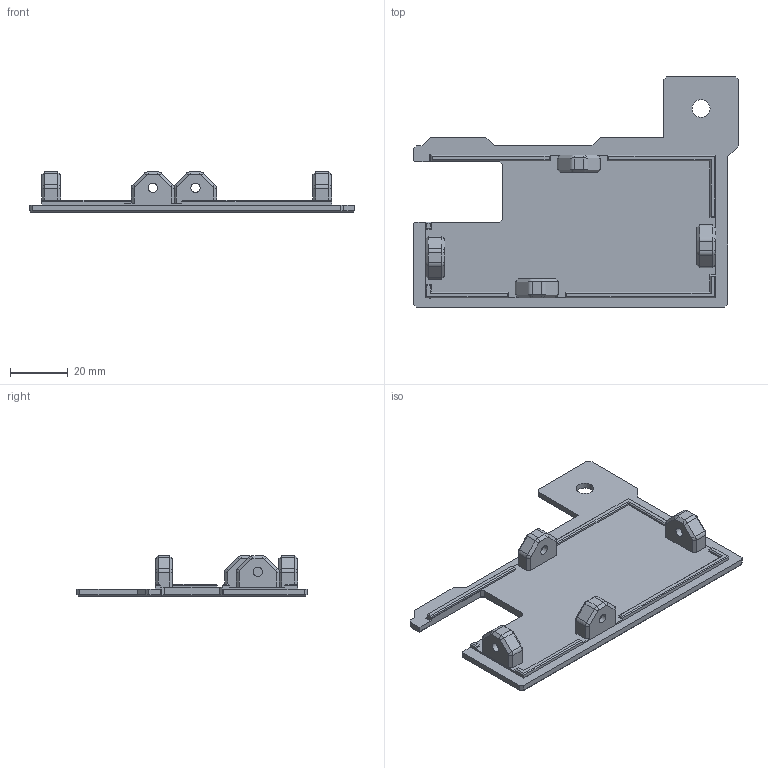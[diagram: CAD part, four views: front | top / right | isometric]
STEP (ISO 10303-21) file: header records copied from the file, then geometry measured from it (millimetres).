
FILE_DESCRIPTION(/* description */ (''),/* implementation_level */ '2;1');
FILE_NAME(/* name */ 'PSU-CoverBottom-OneHole.step',/* time_stamp */ '2019-11-30T12:49:02+01:00',/* author */ (''),/* organization */ (''),/* preprocessor_version */ 'ST-DEVELOPER v18',/* originating_system */ 'Autodesk Translation Framework v8.12.0.6',/* authorisation */ '');
FILE_SCHEMA (('AUTOMOTIVE_DESIGN { 1 0 10303 214 3 1 1 }'));
Length unit declared in the file: millimetre
Products named in the file (1): PSU-CoverBottom (1)
Bounding box: 113 x 80 x 14.1 mm (x, y, z)
Volume: 21268.9 mm3; surface area: 16061.9 mm2
Topology: 1 solids, 1 shells, 278 faces, 700 edges, 430 vertices
Faces by surface type: plane 220, cone 33, cylinder 25
Full cylindrical faces by diameter (mm): 3.2 x8, 6.2 x1
Entity records: 8182 total; most frequent: CARTESIAN_POINT 1409, ORIENTED_EDGE 1400, DIRECTION 1360, EDGE_CURVE 700, LINE 598, VECTOR 598, VERTEX_POINT 430, AXIS2_PLACEMENT_3D 381
